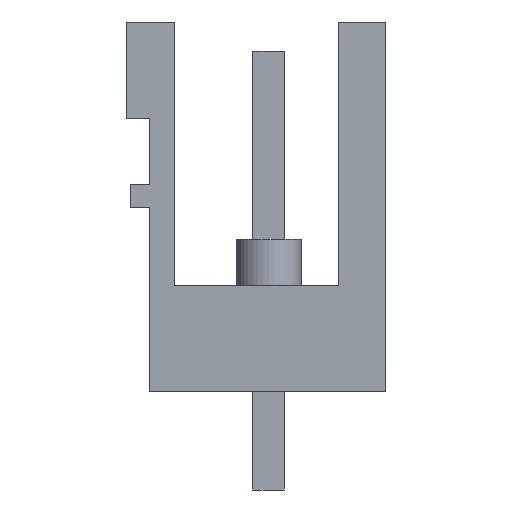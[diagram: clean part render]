
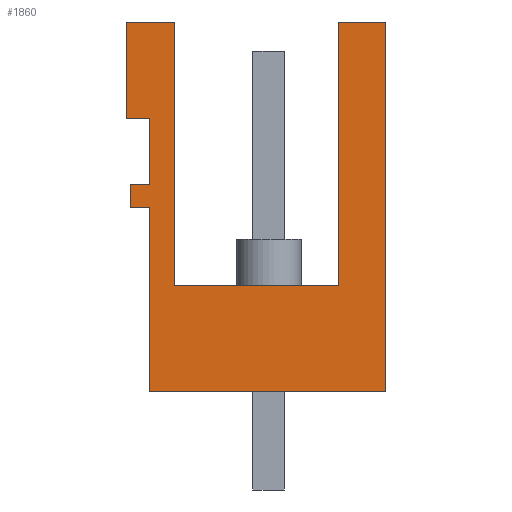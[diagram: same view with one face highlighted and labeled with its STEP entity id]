
A CAD part, left-side view. The second image highlights one B-rep face of the part: STEP entity #1860.
In plain terms, the highlighted planar face has unit normal (-1, 0, 0).
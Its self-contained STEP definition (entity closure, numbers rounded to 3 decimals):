
#1760=AXIS2_PLACEMENT_3D('Plane Axis2P3D',#1757,#1758,#1759) ;
#383=CARTESIAN_POINT('Vertex',(0.,7.68,3.2)) ;
#386=CARTESIAN_POINT('Line Origine',(0.,7.68,6.19)) ;
#390=CARTESIAN_POINT('Vertex',(0.,7.68,9.181)) ;
#1741=CARTESIAN_POINT('Vertex',(0.,0.,3.2)) ;
#1744=CARTESIAN_POINT('Line Origine',(0.,3.84,3.2)) ;
#1757=CARTESIAN_POINT('Axis2P3D Location',(0.,8.43,1.7)) ;
#1762=CARTESIAN_POINT('Line Origine',(0.,0.,9.2)) ;
#1766=CARTESIAN_POINT('Vertex',(0.,0.,15.2)) ;
#1769=CARTESIAN_POINT('Line Origine',(0.,0.775,15.2)) ;
#1773=CARTESIAN_POINT('Vertex',(0.,1.55,15.2)) ;
#1776=CARTESIAN_POINT('Line Origine',(0.,1.55,10.925)) ;
#1780=CARTESIAN_POINT('Vertex',(0.,1.55,6.65)) ;
#1783=CARTESIAN_POINT('Line Origine',(0.,4.206,6.65)) ;
#1787=CARTESIAN_POINT('Vertex',(0.,6.863,6.65)) ;
#1790=CARTESIAN_POINT('Line Origine',(0.,6.863,10.925)) ;
#1794=CARTESIAN_POINT('Vertex',(0.,6.863,15.2)) ;
#1797=CARTESIAN_POINT('Line Origine',(0.,7.647,15.2)) ;
#1801=CARTESIAN_POINT('Vertex',(0.,8.43,15.2)) ;
#1804=CARTESIAN_POINT('Line Origine',(0.,8.43,13.64)) ;
#1808=CARTESIAN_POINT('Vertex',(0.,8.43,12.08)) ;
#1811=CARTESIAN_POINT('Line Origine',(0.,8.055,12.08)) ;
#1815=CARTESIAN_POINT('Vertex',(0.,7.68,12.08)) ;
#1818=CARTESIAN_POINT('Line Origine',(0.,7.68,11.005)) ;
#1822=CARTESIAN_POINT('Vertex',(0.,7.68,9.93)) ;
#1825=CARTESIAN_POINT('Line Origine',(0.,7.99,9.93)) ;
#1829=CARTESIAN_POINT('Vertex',(0.,8.3,9.93)) ;
#1832=CARTESIAN_POINT('Line Origine',(0.,8.3,9.555)) ;
#1836=CARTESIAN_POINT('Vertex',(0.,8.3,9.181)) ;
#1839=CARTESIAN_POINT('Line Origine',(0.,7.99,9.181)) ;
#387=DIRECTION('Vector Direction',(0.,0.,-1.)) ;
#1745=DIRECTION('Vector Direction',(0.,-1.,0.)) ;
#1758=DIRECTION('Axis2P3D Direction',(-1.,0.,0.)) ;
#1759=DIRECTION('Axis2P3D XDirection',(0.,1.,0.)) ;
#1763=DIRECTION('Vector Direction',(0.,0.,1.)) ;
#1770=DIRECTION('Vector Direction',(0.,1.,0.)) ;
#1777=DIRECTION('Vector Direction',(0.,0.,-1.)) ;
#1784=DIRECTION('Vector Direction',(0.,1.,0.)) ;
#1791=DIRECTION('Vector Direction',(0.,0.,1.)) ;
#1798=DIRECTION('Vector Direction',(0.,1.,0.)) ;
#1805=DIRECTION('Vector Direction',(0.,0.,-1.)) ;
#1812=DIRECTION('Vector Direction',(0.,-1.,0.)) ;
#1819=DIRECTION('Vector Direction',(0.,0.,-1.)) ;
#1826=DIRECTION('Vector Direction',(0.,1.,0.)) ;
#1833=DIRECTION('Vector Direction',(0.,0.,-1.)) ;
#1840=DIRECTION('Vector Direction',(0.,-1.,0.)) ;
#388=VECTOR('Line Direction',#387,1.) ;
#1746=VECTOR('Line Direction',#1745,1.) ;
#1764=VECTOR('Line Direction',#1763,1.) ;
#1771=VECTOR('Line Direction',#1770,1.) ;
#1778=VECTOR('Line Direction',#1777,1.) ;
#1785=VECTOR('Line Direction',#1784,1.) ;
#1792=VECTOR('Line Direction',#1791,1.) ;
#1799=VECTOR('Line Direction',#1798,1.) ;
#1806=VECTOR('Line Direction',#1805,1.) ;
#1813=VECTOR('Line Direction',#1812,1.) ;
#1820=VECTOR('Line Direction',#1819,1.) ;
#1827=VECTOR('Line Direction',#1826,1.) ;
#1834=VECTOR('Line Direction',#1833,1.) ;
#1841=VECTOR('Line Direction',#1840,1.) ;
#1845=ORIENTED_EDGE('',*,*,#1768,.T.) ;
#1846=ORIENTED_EDGE('',*,*,#1775,.T.) ;
#1847=ORIENTED_EDGE('',*,*,#1782,.T.) ;
#1848=ORIENTED_EDGE('',*,*,#1789,.T.) ;
#1849=ORIENTED_EDGE('',*,*,#1796,.T.) ;
#1850=ORIENTED_EDGE('',*,*,#1803,.T.) ;
#1851=ORIENTED_EDGE('',*,*,#1810,.T.) ;
#1852=ORIENTED_EDGE('',*,*,#1817,.T.) ;
#1853=ORIENTED_EDGE('',*,*,#1824,.T.) ;
#1854=ORIENTED_EDGE('',*,*,#1831,.T.) ;
#1855=ORIENTED_EDGE('',*,*,#1838,.T.) ;
#1856=ORIENTED_EDGE('',*,*,#1843,.T.) ;
#1857=ORIENTED_EDGE('',*,*,#392,.T.) ;
#1858=ORIENTED_EDGE('',*,*,#1748,.T.) ;
#1860=ADVANCED_FACE('HOUSING',(#1859),#1761,.T.) ;
#392=EDGE_CURVE('',#391,#384,#389,.T.) ;
#1748=EDGE_CURVE('',#384,#1742,#1747,.T.) ;
#1768=EDGE_CURVE('',#1742,#1767,#1765,.T.) ;
#1775=EDGE_CURVE('',#1767,#1774,#1772,.T.) ;
#1782=EDGE_CURVE('',#1774,#1781,#1779,.T.) ;
#1789=EDGE_CURVE('',#1781,#1788,#1786,.T.) ;
#1796=EDGE_CURVE('',#1788,#1795,#1793,.T.) ;
#1803=EDGE_CURVE('',#1795,#1802,#1800,.T.) ;
#1810=EDGE_CURVE('',#1802,#1809,#1807,.T.) ;
#1817=EDGE_CURVE('',#1809,#1816,#1814,.T.) ;
#1824=EDGE_CURVE('',#1816,#1823,#1821,.T.) ;
#1831=EDGE_CURVE('',#1823,#1830,#1828,.T.) ;
#1838=EDGE_CURVE('',#1830,#1837,#1835,.T.) ;
#1843=EDGE_CURVE('',#1837,#391,#1842,.T.) ;
#1844=EDGE_LOOP('',(#1845,#1846,#1847,#1848,#1849,#1850,#1851,#1852,#1853,#1854,#1855,#1856,#1857,#1858)) ;
#1859=FACE_OUTER_BOUND('',#1844,.T.) ;
#389=LINE('Line',#386,#388) ;
#1747=LINE('Line',#1744,#1746) ;
#1765=LINE('Line',#1762,#1764) ;
#1772=LINE('Line',#1769,#1771) ;
#1779=LINE('Line',#1776,#1778) ;
#1786=LINE('Line',#1783,#1785) ;
#1793=LINE('Line',#1790,#1792) ;
#1800=LINE('Line',#1797,#1799) ;
#1807=LINE('Line',#1804,#1806) ;
#1814=LINE('Line',#1811,#1813) ;
#1821=LINE('Line',#1818,#1820) ;
#1828=LINE('Line',#1825,#1827) ;
#1835=LINE('Line',#1832,#1834) ;
#1842=LINE('Line',#1839,#1841) ;
#1761=PLANE('',#1760) ;
#384=VERTEX_POINT('',#383) ;
#391=VERTEX_POINT('',#390) ;
#1742=VERTEX_POINT('',#1741) ;
#1767=VERTEX_POINT('',#1766) ;
#1774=VERTEX_POINT('',#1773) ;
#1781=VERTEX_POINT('',#1780) ;
#1788=VERTEX_POINT('',#1787) ;
#1795=VERTEX_POINT('',#1794) ;
#1802=VERTEX_POINT('',#1801) ;
#1809=VERTEX_POINT('',#1808) ;
#1816=VERTEX_POINT('',#1815) ;
#1823=VERTEX_POINT('',#1822) ;
#1830=VERTEX_POINT('',#1829) ;
#1837=VERTEX_POINT('',#1836) ;
